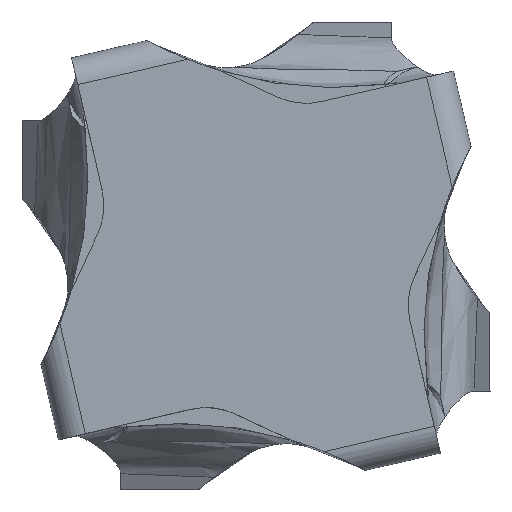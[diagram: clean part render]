
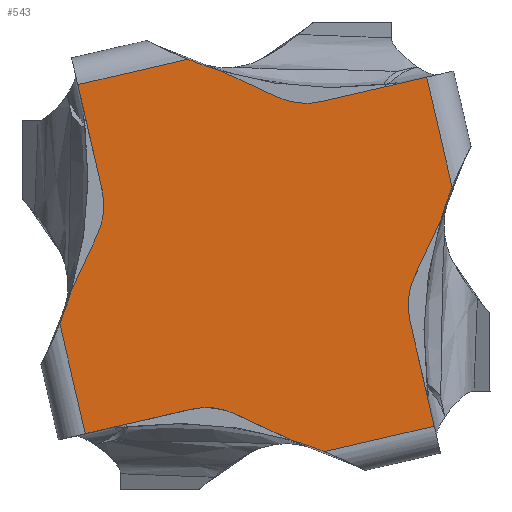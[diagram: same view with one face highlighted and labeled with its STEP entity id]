
A CAD part, top view. The second image highlights one B-rep face of the part: STEP entity #543.
In plain terms, the highlighted planar face has unit normal (0, 0, 1).
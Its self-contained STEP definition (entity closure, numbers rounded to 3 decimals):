
#110=PLANE('',#2318);
#165=CIRCLE('',#2310,2.);
#166=CIRCLE('',#2311,11.5);
#167=CIRCLE('',#2312,2.);
#168=CIRCLE('',#2313,11.5);
#169=CIRCLE('',#2314,2.);
#170=CIRCLE('',#2315,11.5);
#171=CIRCLE('',#2316,2.);
#172=CIRCLE('',#2317,11.5);
#248=LINE('',#4186,#395);
#249=LINE('',#4190,#396);
#250=LINE('',#4192,#397);
#251=LINE('',#4196,#398);
#252=LINE('',#4200,#399);
#253=LINE('',#4202,#400);
#254=LINE('',#4206,#401);
#255=LINE('',#4210,#402);
#256=LINE('',#4212,#403);
#257=LINE('',#4216,#404);
#258=LINE('',#4220,#405);
#259=LINE('',#4222,#406);
#395=VECTOR('',#2541,1.);
#396=VECTOR('',#2544,1.);
#397=VECTOR('',#2545,1.);
#398=VECTOR('',#2548,1.);
#399=VECTOR('',#2551,1.);
#400=VECTOR('',#2552,1.);
#401=VECTOR('',#2555,1.);
#402=VECTOR('',#2558,1.);
#403=VECTOR('',#2559,1.);
#404=VECTOR('',#2562,1.);
#405=VECTOR('',#2565,1.);
#406=VECTOR('',#2566,1.);
#543=ADVANCED_FACE('',(#673),#110,.F.);
#673=FACE_OUTER_BOUND('',#791,.T.);
#791=EDGE_LOOP('',(#1032,#1033,#1034,#1035,#1036,#1037,#1038,#1039,#1040,
#1041,#1042,#1043,#1044,#1045,#1046,#1047,#1048,#1049,#1050,#1051));
#1032=ORIENTED_EDGE('',*,*,#1873,.F.);
#1033=ORIENTED_EDGE('',*,*,#1874,.T.);
#1034=ORIENTED_EDGE('',*,*,#1875,.F.);
#1035=ORIENTED_EDGE('',*,*,#1876,.T.);
#1036=ORIENTED_EDGE('',*,*,#1877,.T.);
#1037=ORIENTED_EDGE('',*,*,#1878,.F.);
#1038=ORIENTED_EDGE('',*,*,#1879,.T.);
#1039=ORIENTED_EDGE('',*,*,#1880,.F.);
#1040=ORIENTED_EDGE('',*,*,#1881,.T.);
#1041=ORIENTED_EDGE('',*,*,#1882,.T.);
#1042=ORIENTED_EDGE('',*,*,#1883,.F.);
#1043=ORIENTED_EDGE('',*,*,#1884,.T.);
#1044=ORIENTED_EDGE('',*,*,#1885,.F.);
#1045=ORIENTED_EDGE('',*,*,#1886,.T.);
#1046=ORIENTED_EDGE('',*,*,#1887,.T.);
#1047=ORIENTED_EDGE('',*,*,#1888,.F.);
#1048=ORIENTED_EDGE('',*,*,#1889,.T.);
#1049=ORIENTED_EDGE('',*,*,#1890,.F.);
#1050=ORIENTED_EDGE('',*,*,#1891,.T.);
#1051=ORIENTED_EDGE('',*,*,#1892,.T.);
#1632=VERTEX_POINT('',#4184);
#1633=VERTEX_POINT('',#4185);
#1634=VERTEX_POINT('',#4187);
#1635=VERTEX_POINT('',#4189);
#1636=VERTEX_POINT('',#4191);
#1637=VERTEX_POINT('',#4193);
#1638=VERTEX_POINT('',#4195);
#1639=VERTEX_POINT('',#4197);
#1640=VERTEX_POINT('',#4199);
#1641=VERTEX_POINT('',#4201);
#1642=VERTEX_POINT('',#4203);
#1643=VERTEX_POINT('',#4205);
#1644=VERTEX_POINT('',#4207);
#1645=VERTEX_POINT('',#4209);
#1646=VERTEX_POINT('',#4211);
#1647=VERTEX_POINT('',#4213);
#1648=VERTEX_POINT('',#4215);
#1649=VERTEX_POINT('',#4217);
#1650=VERTEX_POINT('',#4219);
#1651=VERTEX_POINT('',#4221);
#1873=EDGE_CURVE('',#1632,#1633,#165,.T.);
#1874=EDGE_CURVE('',#1632,#1634,#248,.T.);
#1875=EDGE_CURVE('',#1635,#1634,#166,.T.);
#1876=EDGE_CURVE('',#1635,#1636,#249,.T.);
#1877=EDGE_CURVE('',#1636,#1637,#250,.T.);
#1878=EDGE_CURVE('',#1638,#1637,#167,.T.);
#1879=EDGE_CURVE('',#1638,#1639,#251,.T.);
#1880=EDGE_CURVE('',#1640,#1639,#168,.T.);
#1881=EDGE_CURVE('',#1640,#1641,#252,.T.);
#1882=EDGE_CURVE('',#1641,#1642,#253,.T.);
#1883=EDGE_CURVE('',#1643,#1642,#169,.T.);
#1884=EDGE_CURVE('',#1643,#1644,#254,.T.);
#1885=EDGE_CURVE('',#1645,#1644,#170,.T.);
#1886=EDGE_CURVE('',#1645,#1646,#255,.T.);
#1887=EDGE_CURVE('',#1646,#1647,#256,.T.);
#1888=EDGE_CURVE('',#1648,#1647,#171,.T.);
#1889=EDGE_CURVE('',#1648,#1649,#257,.T.);
#1890=EDGE_CURVE('',#1650,#1649,#172,.T.);
#1891=EDGE_CURVE('',#1650,#1651,#258,.T.);
#1892=EDGE_CURVE('',#1651,#1633,#259,.T.);
#2310=AXIS2_PLACEMENT_3D('',#4183,#2539,#2540);
#2311=AXIS2_PLACEMENT_3D('',#4188,#2542,#2543);
#2312=AXIS2_PLACEMENT_3D('',#4194,#2546,#2547);
#2313=AXIS2_PLACEMENT_3D('',#4198,#2549,#2550);
#2314=AXIS2_PLACEMENT_3D('',#4204,#2553,#2554);
#2315=AXIS2_PLACEMENT_3D('',#4208,#2556,#2557);
#2316=AXIS2_PLACEMENT_3D('',#4214,#2560,#2561);
#2317=AXIS2_PLACEMENT_3D('',#4218,#2563,#2564);
#2318=AXIS2_PLACEMENT_3D('',#4223,#2567,#2568);
#2539=DIRECTION('',(0.,0.,1.));
#2540=DIRECTION('',(-0.974,-0.225,0.));
#2541=DIRECTION('',(0.906,-0.423,0.));
#2542=DIRECTION('',(0.,0.,1.));
#2543=DIRECTION('',(-0.974,-0.225,0.));
#2544=DIRECTION('',(0.974,0.225,0.));
#2545=DIRECTION('',(-0.225,0.974,0.));
#2546=DIRECTION('',(0.,0.,1.));
#2547=DIRECTION('',(0.225,-0.974,0.));
#2548=DIRECTION('',(0.423,0.906,0.));
#2549=DIRECTION('',(0.,0.,1.));
#2550=DIRECTION('',(0.225,-0.974,0.));
#2551=DIRECTION('',(-0.225,0.974,0.));
#2552=DIRECTION('',(-0.974,-0.225,0.));
#2553=DIRECTION('',(0.,0.,1.));
#2554=DIRECTION('',(0.974,0.225,0.));
#2555=DIRECTION('',(-0.906,0.423,0.));
#2556=DIRECTION('',(0.,0.,1.));
#2557=DIRECTION('',(0.974,0.225,0.));
#2558=DIRECTION('',(-0.974,-0.225,0.));
#2559=DIRECTION('',(0.225,-0.974,0.));
#2560=DIRECTION('',(0.,0.,1.));
#2561=DIRECTION('',(-0.225,0.974,0.));
#2562=DIRECTION('',(-0.423,-0.906,0.));
#2563=DIRECTION('',(0.,0.,1.));
#2564=DIRECTION('',(-0.225,0.974,0.));
#2565=DIRECTION('',(0.225,-0.974,0.));
#2566=DIRECTION('',(0.974,0.225,0.));
#2567=DIRECTION('',(0.,0.,-1.));
#2568=DIRECTION('',(-0.225,0.974,0.));
#4183=CARTESIAN_POINT('',(-1.439,-6.387,0.));
#4184=CARTESIAN_POINT('',(-0.593,-4.575,0.));
#4185=CARTESIAN_POINT('',(-1.889,-4.439,0.));
#4186=CARTESIAN_POINT('',(-1.82,-4.003,0.));
#4187=CARTESIAN_POINT('',(1.017,-5.326,0.));
#4188=CARTESIAN_POINT('',(-2.282,-16.342,0.));
#4189=CARTESIAN_POINT('',(1.968,-5.656,0.));
#4190=CARTESIAN_POINT('',(-4.604,-7.174,0.));
#4191=CARTESIAN_POINT('',(5.139,-4.924,0.));
#4192=CARTESIAN_POINT('',(5.352,-5.846,0.));
#4193=CARTESIAN_POINT('',(4.439,-1.889,0.));
#4194=CARTESIAN_POINT('',(6.387,-1.439,0.));
#4195=CARTESIAN_POINT('',(4.575,-0.593,0.));
#4196=CARTESIAN_POINT('',(4.003,-1.82,0.));
#4197=CARTESIAN_POINT('',(5.326,1.017,0.));
#4198=CARTESIAN_POINT('',(16.342,-2.282,0.));
#4199=CARTESIAN_POINT('',(5.656,1.968,0.));
#4200=CARTESIAN_POINT('',(7.174,-4.604,0.));
#4201=CARTESIAN_POINT('',(4.924,5.139,0.));
#4202=CARTESIAN_POINT('',(5.846,5.352,0.));
#4203=CARTESIAN_POINT('',(1.889,4.439,0.));
#4204=CARTESIAN_POINT('',(1.439,6.387,0.));
#4205=CARTESIAN_POINT('',(0.593,4.575,0.));
#4206=CARTESIAN_POINT('',(1.82,4.003,0.));
#4207=CARTESIAN_POINT('',(-1.017,5.326,0.));
#4208=CARTESIAN_POINT('',(2.282,16.342,0.));
#4209=CARTESIAN_POINT('',(-1.968,5.656,0.));
#4210=CARTESIAN_POINT('',(4.604,7.174,0.));
#4211=CARTESIAN_POINT('',(-5.139,4.924,0.));
#4212=CARTESIAN_POINT('',(-5.352,5.846,0.));
#4213=CARTESIAN_POINT('',(-4.439,1.889,0.));
#4214=CARTESIAN_POINT('',(-6.387,1.439,0.));
#4215=CARTESIAN_POINT('',(-4.575,0.593,0.));
#4216=CARTESIAN_POINT('',(-4.003,1.82,0.));
#4217=CARTESIAN_POINT('',(-5.326,-1.017,0.));
#4218=CARTESIAN_POINT('',(-16.342,2.282,0.));
#4219=CARTESIAN_POINT('',(-5.656,-1.968,0.));
#4220=CARTESIAN_POINT('',(-7.174,4.604,0.));
#4221=CARTESIAN_POINT('',(-4.924,-5.139,0.));
#4222=CARTESIAN_POINT('',(-5.846,-5.352,0.));
#4223=CARTESIAN_POINT('',(-0.007,-7.083,0.));
